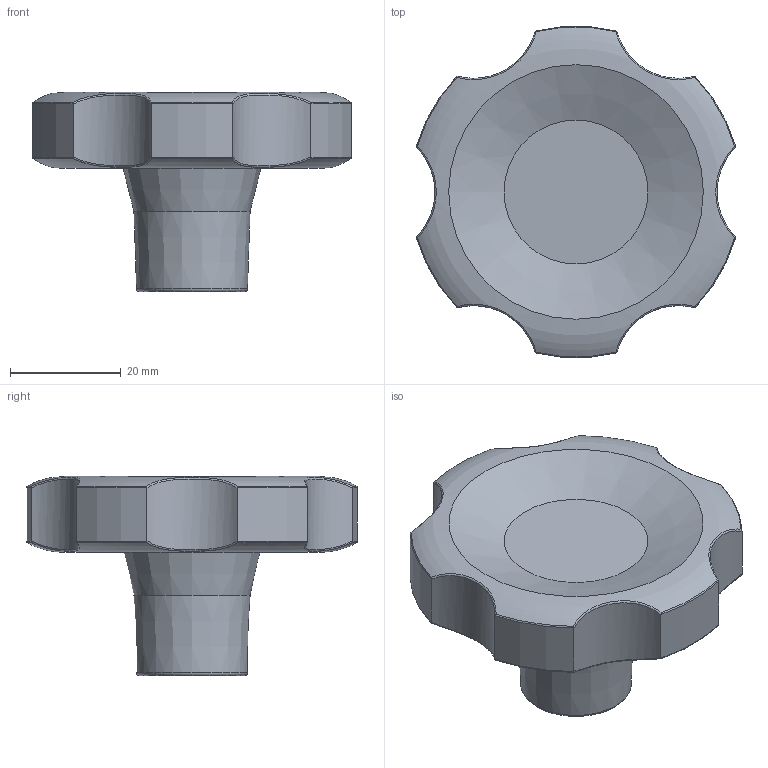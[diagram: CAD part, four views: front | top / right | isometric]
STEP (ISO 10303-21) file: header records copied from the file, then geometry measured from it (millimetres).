
FILE_DESCRIPTION( ( 'Unknown' ), '1' );
FILE_NAME( '6370065_LB60_M10.stp', 'Unknown', ( 'Unknown' ), ( 'Unknown' ), 'PSStep 11.0', 'Unknown', ' ' );
FILE_SCHEMA( ( 'AUTOMOTIVE_DESIGN { 1 0 10303 214 1 1 1 1 }' ) );
Length unit declared in the file: millimetre
Products named in the file (1): 6370065
Bounding box: 57.75 x 59.79 x 36 mm (x, y, z)
Volume: 29179.3 mm3; surface area: 10614.1 mm2
Topology: 1 solids, 1 shells, 52 faces, 141 edges, 91 vertices
Faces by surface type: torus 18, cylinder 13, bspline 12, cone 7, plane 2
Full cylindrical faces by diameter (mm): 8.376 x1
Entity records: 7142 total; most frequent: CARTESIAN_POINT 5644, ORIENTED_EDGE 244, DIRECTION 170, EDGE_CURVE 122, VERTEX_POINT 87, AXIS2_PLACEMENT_3D 79, B_SPLINE_CURVE_WITH_KNOTS 72, EDGE_LOOP 66
